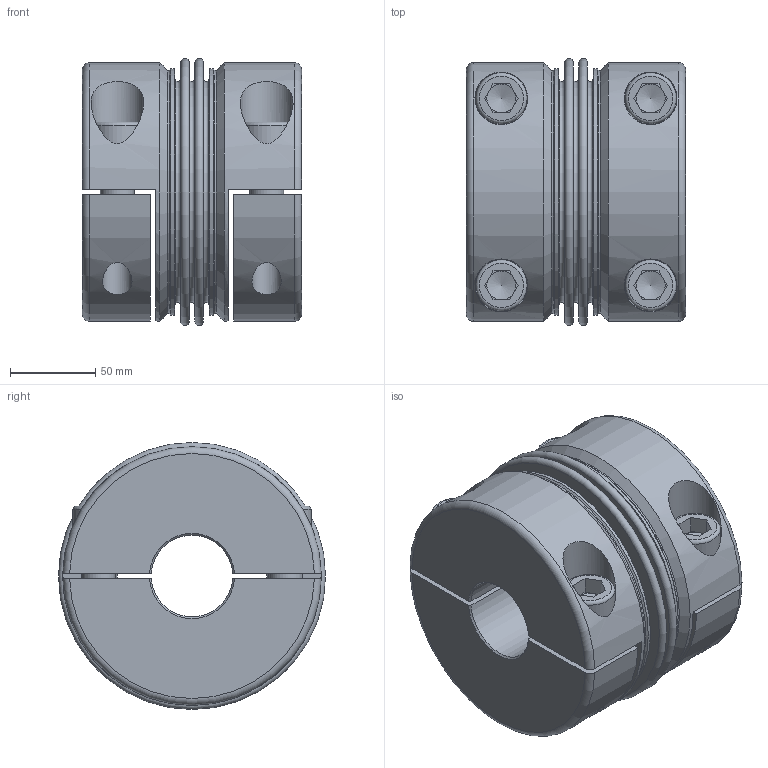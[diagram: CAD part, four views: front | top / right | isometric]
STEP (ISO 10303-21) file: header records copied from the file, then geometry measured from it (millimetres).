
FILE_DESCRIPTION( ( 'Unknown' ), '1' );
FILE_NAME( 'KGH-VA 1200 - 2W.stp', 'Unknown', ( 'Unknown' ), ( 'Unknown' ), 'PSStep 10.1', 'Unknown', ' ' );
FILE_SCHEMA( ( 'AUTOMOTIVE_DESIGN { 1 0 10303 214 1 1 1 1 }' ) );
Length unit declared in the file: millimetre
Products named in the file (1): 20722315
Bounding box: 128.81 x 157 x 157 mm (x, y, z)
Volume: 1498141.4 mm3; surface area: 272756.7 mm2
Topology: 1 solids, 1 shells, 172 faces, 395 edges, 253 vertices
Faces by surface type: plane 92, cylinder 32, cone 24, torus 24
Full cylindrical faces by diameter (mm): 17.294 x4, 20 x4, 21 x4, 30 x4, 31 x4, 143.2 x2, 145 x2, 152 x2
Entity records: 6692 total; most frequent: CARTESIAN_POINT 1763, DIRECTION 754, ORIENTED_EDGE 612, AXIS2_PLACEMENT_3D 311, EDGE_CURVE 306, EDGE_LOOP 266, VERTEX_POINT 228, FACE_OUTER_BOUND 216
